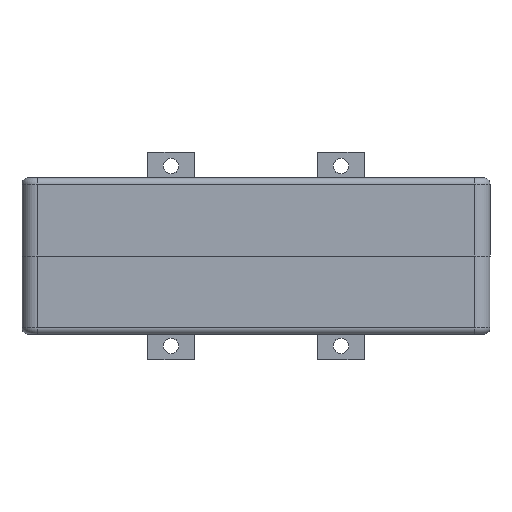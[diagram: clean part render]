
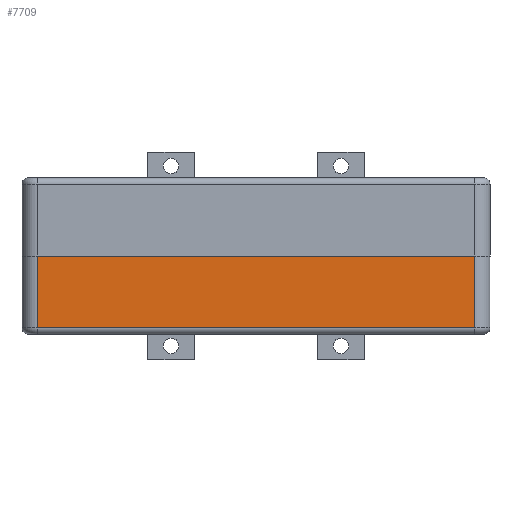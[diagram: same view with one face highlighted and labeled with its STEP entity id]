
A CAD part, front view. The second image highlights one B-rep face of the part: STEP entity #7709.
In plain terms, the highlighted planar face has unit normal (0, -1, 0).
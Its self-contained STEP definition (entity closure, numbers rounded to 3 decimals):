
#1247 = VERTEX_POINT ( 'NONE', #37264 ) ;
#1338 = LINE ( 'NONE', #50254, #47931 ) ;
#2018 = DIRECTION ( 'NONE',  ( -1., 0., 0. ) ) ;
#4805 = EDGE_CURVE ( 'NONE', #11797, #26292, #1338, .T. ) ;
#6185 = EDGE_CURVE ( 'NONE', #26292, #1247, #11904, .T. ) ;
#6814 = FACE_OUTER_BOUND ( 'NONE', #32391, .T. ) ;
#7709 = ADVANCED_FACE ( 'NONE', ( #6814 ), #18847, .F. ) ;
#9162 = CARTESIAN_POINT ( 'NONE',  ( 70.75, -67.5, 2.5 ) ) ;
#11797 = VERTEX_POINT ( 'NONE', #35381 ) ;
#11904 = LINE ( 'NONE', #31447, #38531 ) ;
#12903 = LINE ( 'NONE', #9162, #51646 ) ;
#14965 = DIRECTION ( 'NONE',  ( 0., 0., -1. ) ) ;
#15006 = ORIENTED_EDGE ( 'NONE', *, *, #17615, .F. ) ;
#15831 = CARTESIAN_POINT ( 'NONE',  ( -70.75, -67.5, 2. ) ) ;
#16596 = CARTESIAN_POINT ( 'NONE',  ( 70.75, -67.5, 25.3 ) ) ;
#17615 = EDGE_CURVE ( 'NONE', #41619, #1247, #12903, .T. ) ;
#18847 = PLANE ( 'NONE',  #35274 ) ;
#19337 = ORIENTED_EDGE ( 'NONE', *, *, #4805, .T. ) ;
#22706 = DIRECTION ( 'NONE',  ( 1., 0., 0. ) ) ;
#23248 = CARTESIAN_POINT ( 'NONE',  ( 0., -67.5, 25.3 ) ) ;
#25217 = DIRECTION ( 'NONE',  ( 0., 0., -1. ) ) ;
#26292 = VERTEX_POINT ( 'NONE', #15831 ) ;
#27233 = ORIENTED_EDGE ( 'NONE', *, *, #32393, .F. ) ;
#31447 = CARTESIAN_POINT ( 'NONE',  ( 0., -67.5, 2. ) ) ;
#31491 = LINE ( 'NONE', #23248, #42148 ) ;
#31757 = ORIENTED_EDGE ( 'NONE', *, *, #6185, .T. ) ;
#32391 = EDGE_LOOP ( 'NONE', ( #19337, #31757, #15006, #27233 ) ) ;
#32393 = EDGE_CURVE ( 'NONE', #11797, #41619, #31491, .T. ) ;
#35274 = AXIS2_PLACEMENT_3D ( 'NONE', #47200, #50944, #2018 ) ;
#35381 = CARTESIAN_POINT ( 'NONE',  ( -70.75, -67.5, 25.3 ) ) ;
#37264 = CARTESIAN_POINT ( 'NONE',  ( 70.75, -67.5, 2. ) ) ;
#38531 = VECTOR ( 'NONE', #44282, 1000. ) ;
#41619 = VERTEX_POINT ( 'NONE', #16596 ) ;
#42148 = VECTOR ( 'NONE', #22706, 1000. ) ;
#44282 = DIRECTION ( 'NONE',  ( 1., 0., 0. ) ) ;
#47200 = CARTESIAN_POINT ( 'NONE',  ( 0., -67.5, 2.5 ) ) ;
#47931 = VECTOR ( 'NONE', #14965, 1000. ) ;
#50254 = CARTESIAN_POINT ( 'NONE',  ( -70.75, -67.5, 2.5 ) ) ;
#50944 = DIRECTION ( 'NONE',  ( 0., 1., 0. ) ) ;
#51646 = VECTOR ( 'NONE', #25217, 1000. ) ;
